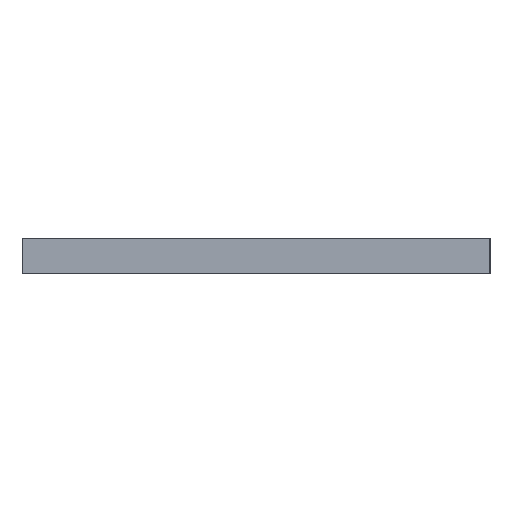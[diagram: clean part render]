
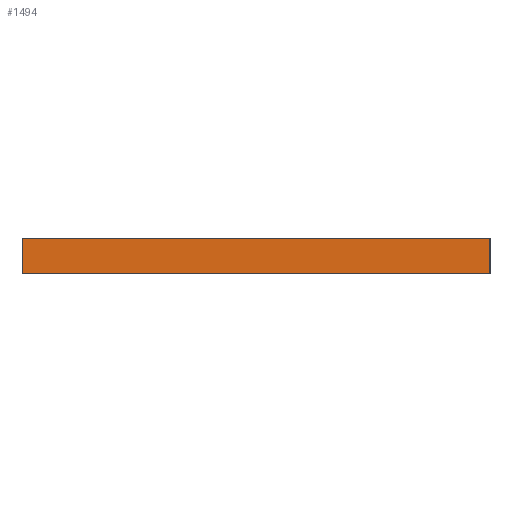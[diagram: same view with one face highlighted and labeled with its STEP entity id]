
A CAD part, left-side view. The second image highlights one B-rep face of the part: STEP entity #1494.
In plain terms, the highlighted planar face has unit normal (-1, -0.002, 0).
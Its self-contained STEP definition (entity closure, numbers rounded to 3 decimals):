
#90 = PLANE('',#91);
#91 = AXIS2_PLACEMENT_3D('',#92,#93,#94);
#92 = CARTESIAN_POINT('',(82.433,-66.47,1.58));
#93 = DIRECTION('',(-0.,-0.,-1.));
#94 = DIRECTION('',(-1.,0.,0.));
#144 = PLANE('',#145);
#145 = AXIS2_PLACEMENT_3D('',#146,#147,#148);
#146 = CARTESIAN_POINT('',(82.433,-66.47,0.));
#147 = DIRECTION('',(-0.,-0.,-1.));
#148 = DIRECTION('',(-1.,0.,0.));
#505 = VERTEX_POINT('',#506);
#506 = CARTESIAN_POINT('',(63.8,-79.575,0.));
#520 = PLANE('',#521);
#521 = AXIS2_PLACEMENT_3D('',#522,#523,#524);
#522 = CARTESIAN_POINT('',(72.375,-79.575,0.));
#523 = DIRECTION('',(0.,-1.,0.));
#524 = DIRECTION('',(-1.,0.,0.));
#532 = EDGE_CURVE('',#505,#533,#535,.T.);
#533 = VERTEX_POINT('',#534);
#534 = CARTESIAN_POINT('',(63.75,-58.5,0.));
#535 = SURFACE_CURVE('',#536,(#540,#547),.PCURVE_S1.);
#536 = LINE('',#537,#538);
#537 = CARTESIAN_POINT('',(63.8,-79.575,0.));
#538 = VECTOR('',#539,1.);
#539 = DIRECTION('',(-0.002,1.,0.));
#540 = PCURVE('',#144,#541);
#541 = DEFINITIONAL_REPRESENTATION('',(#542),#546);
#542 = LINE('',#543,#544);
#543 = CARTESIAN_POINT('',(18.633,-13.105));
#544 = VECTOR('',#545,1.);
#545 = DIRECTION('',(0.002,1.));
#546 = ( GEOMETRIC_REPRESENTATION_CONTEXT(2) 
PARAMETRIC_REPRESENTATION_CONTEXT() REPRESENTATION_CONTEXT('2D SPACE',''
  ) );
#547 = PCURVE('',#548,#553);
#548 = PLANE('',#549);
#549 = AXIS2_PLACEMENT_3D('',#550,#551,#552);
#550 = CARTESIAN_POINT('',(63.8,-79.575,0.));
#551 = DIRECTION('',(-1.,-0.002,0.));
#552 = DIRECTION('',(-0.002,1.,0.));
#553 = DEFINITIONAL_REPRESENTATION('',(#554),#558);
#554 = LINE('',#555,#556);
#555 = CARTESIAN_POINT('',(0.,0.));
#556 = VECTOR('',#557,1.);
#557 = DIRECTION('',(1.,0.));
#558 = ( GEOMETRIC_REPRESENTATION_CONTEXT(2) 
PARAMETRIC_REPRESENTATION_CONTEXT() REPRESENTATION_CONTEXT('2D SPACE',''
  ) );
#576 = PLANE('',#577);
#577 = AXIS2_PLACEMENT_3D('',#578,#579,#580);
#578 = CARTESIAN_POINT('',(63.75,-58.5,0.));
#579 = DIRECTION('',(0.,1.,0.));
#580 = DIRECTION('',(1.,0.,0.));
#1057 = VERTEX_POINT('',#1058);
#1058 = CARTESIAN_POINT('',(63.8,-79.575,1.58));
#1079 = EDGE_CURVE('',#1057,#1080,#1082,.T.);
#1080 = VERTEX_POINT('',#1081);
#1081 = CARTESIAN_POINT('',(63.75,-58.5,1.58));
#1082 = SURFACE_CURVE('',#1083,(#1087,#1094),.PCURVE_S1.);
#1083 = LINE('',#1084,#1085);
#1084 = CARTESIAN_POINT('',(63.8,-79.575,1.58));
#1085 = VECTOR('',#1086,1.);
#1086 = DIRECTION('',(-0.002,1.,0.));
#1087 = PCURVE('',#90,#1088);
#1088 = DEFINITIONAL_REPRESENTATION('',(#1089),#1093);
#1089 = LINE('',#1090,#1091);
#1090 = CARTESIAN_POINT('',(18.633,-13.105));
#1091 = VECTOR('',#1092,1.);
#1092 = DIRECTION('',(0.002,1.));
#1093 = ( GEOMETRIC_REPRESENTATION_CONTEXT(2) 
PARAMETRIC_REPRESENTATION_CONTEXT() REPRESENTATION_CONTEXT('2D SPACE',''
  ) );
#1094 = PCURVE('',#548,#1095);
#1095 = DEFINITIONAL_REPRESENTATION('',(#1096),#1100);
#1096 = LINE('',#1097,#1098);
#1097 = CARTESIAN_POINT('',(0.,-1.58));
#1098 = VECTOR('',#1099,1.);
#1099 = DIRECTION('',(1.,0.));
#1100 = ( GEOMETRIC_REPRESENTATION_CONTEXT(2) 
PARAMETRIC_REPRESENTATION_CONTEXT() REPRESENTATION_CONTEXT('2D SPACE',''
  ) );
#1444 = EDGE_CURVE('',#533,#1080,#1445,.T.);
#1445 = SURFACE_CURVE('',#1446,(#1450,#1457),.PCURVE_S1.);
#1446 = LINE('',#1447,#1448);
#1447 = CARTESIAN_POINT('',(63.75,-58.5,0.));
#1448 = VECTOR('',#1449,1.);
#1449 = DIRECTION('',(0.,0.,1.));
#1450 = PCURVE('',#576,#1451);
#1451 = DEFINITIONAL_REPRESENTATION('',(#1452),#1456);
#1452 = LINE('',#1453,#1454);
#1453 = CARTESIAN_POINT('',(0.,0.));
#1454 = VECTOR('',#1455,1.);
#1455 = DIRECTION('',(0.,-1.));
#1456 = ( GEOMETRIC_REPRESENTATION_CONTEXT(2) 
PARAMETRIC_REPRESENTATION_CONTEXT() REPRESENTATION_CONTEXT('2D SPACE',''
  ) );
#1457 = PCURVE('',#548,#1458);
#1458 = DEFINITIONAL_REPRESENTATION('',(#1459),#1463);
#1459 = LINE('',#1460,#1461);
#1460 = CARTESIAN_POINT('',(21.075,0.));
#1461 = VECTOR('',#1462,1.);
#1462 = DIRECTION('',(0.,-1.));
#1463 = ( GEOMETRIC_REPRESENTATION_CONTEXT(2) 
PARAMETRIC_REPRESENTATION_CONTEXT() REPRESENTATION_CONTEXT('2D SPACE',''
  ) );
#1494 = ADVANCED_FACE('',(#1495),#548,.T.);
#1495 = FACE_BOUND('',#1496,.T.);
#1496 = EDGE_LOOP('',(#1497,#1518,#1519,#1520));
#1497 = ORIENTED_EDGE('',*,*,#1498,.T.);
#1498 = EDGE_CURVE('',#505,#1057,#1499,.T.);
#1499 = SURFACE_CURVE('',#1500,(#1504,#1511),.PCURVE_S1.);
#1500 = LINE('',#1501,#1502);
#1501 = CARTESIAN_POINT('',(63.8,-79.575,0.));
#1502 = VECTOR('',#1503,1.);
#1503 = DIRECTION('',(0.,0.,1.));
#1504 = PCURVE('',#548,#1505);
#1505 = DEFINITIONAL_REPRESENTATION('',(#1506),#1510);
#1506 = LINE('',#1507,#1508);
#1507 = CARTESIAN_POINT('',(0.,0.));
#1508 = VECTOR('',#1509,1.);
#1509 = DIRECTION('',(0.,-1.));
#1510 = ( GEOMETRIC_REPRESENTATION_CONTEXT(2) 
PARAMETRIC_REPRESENTATION_CONTEXT() REPRESENTATION_CONTEXT('2D SPACE',''
  ) );
#1511 = PCURVE('',#520,#1512);
#1512 = DEFINITIONAL_REPRESENTATION('',(#1513),#1517);
#1513 = LINE('',#1514,#1515);
#1514 = CARTESIAN_POINT('',(8.575,0.));
#1515 = VECTOR('',#1516,1.);
#1516 = DIRECTION('',(0.,-1.));
#1517 = ( GEOMETRIC_REPRESENTATION_CONTEXT(2) 
PARAMETRIC_REPRESENTATION_CONTEXT() REPRESENTATION_CONTEXT('2D SPACE',''
  ) );
#1518 = ORIENTED_EDGE('',*,*,#1079,.T.);
#1519 = ORIENTED_EDGE('',*,*,#1444,.F.);
#1520 = ORIENTED_EDGE('',*,*,#532,.F.);
